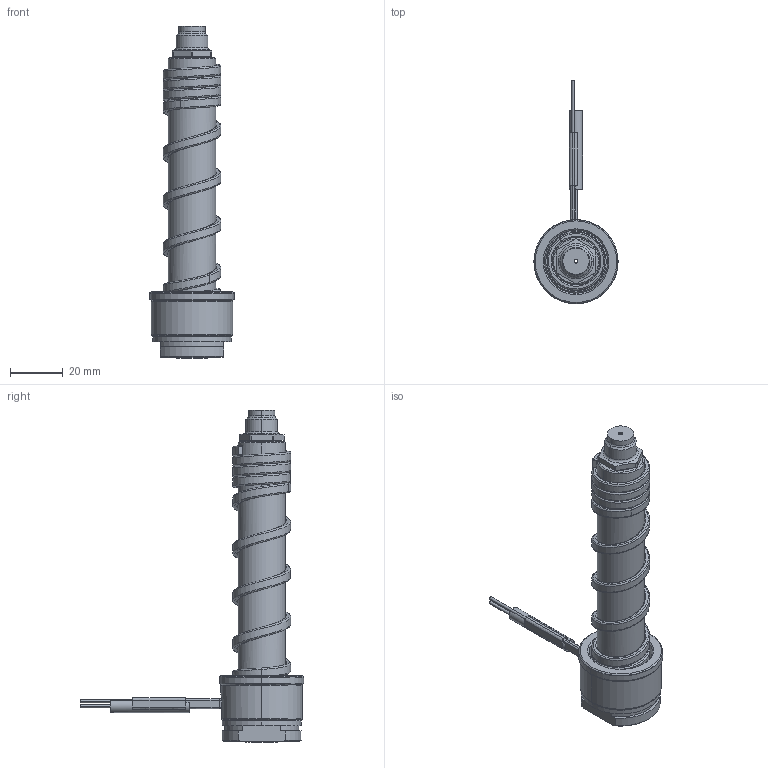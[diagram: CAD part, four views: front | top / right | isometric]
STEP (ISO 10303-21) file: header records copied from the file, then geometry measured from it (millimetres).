
FILE_DESCRIPTION((''),'2;1');
FILE_NAME('SM-126-AEM-N','2014-02-14T',('Íàòàëüÿ'),('IMID'),'PRO/ENGINEER BY PARAMETRIC TECHNOLOGY CORPORATION, 2010480','PRO/ENGINEER BY PARAMETRIC TECHNOLOGY CORPORATION, 2010480','');
FILE_SCHEMA(('CONFIG_CONTROL_DESIGN'));
Length unit declared in the file: millimetre
Products named in the file (1): SM-126-AEM-N
Bounding box: 32 x 85 x 126.2 mm (x, y, z)
Volume: 40131.9 mm3; surface area: 21600.3 mm2
Topology: 1 solids, 7 shells, 304 faces, 794 edges, 475 vertices
Faces by surface type: cylinder 105, bspline 57, cone 52, plane 48, torus 24, revolution 9, extrusion 7, sphere 2
Entity records: 18391 total; most frequent: CARTESIAN_POINT 11298, ORIENTED_EDGE 1548, DIRECTION 1359, EDGE_CURVE 786, AXIS2_PLACEMENT_3D 536, VERTEX_POINT 475, EDGE_LOOP 325, FACE_OUTER_BOUND 304
